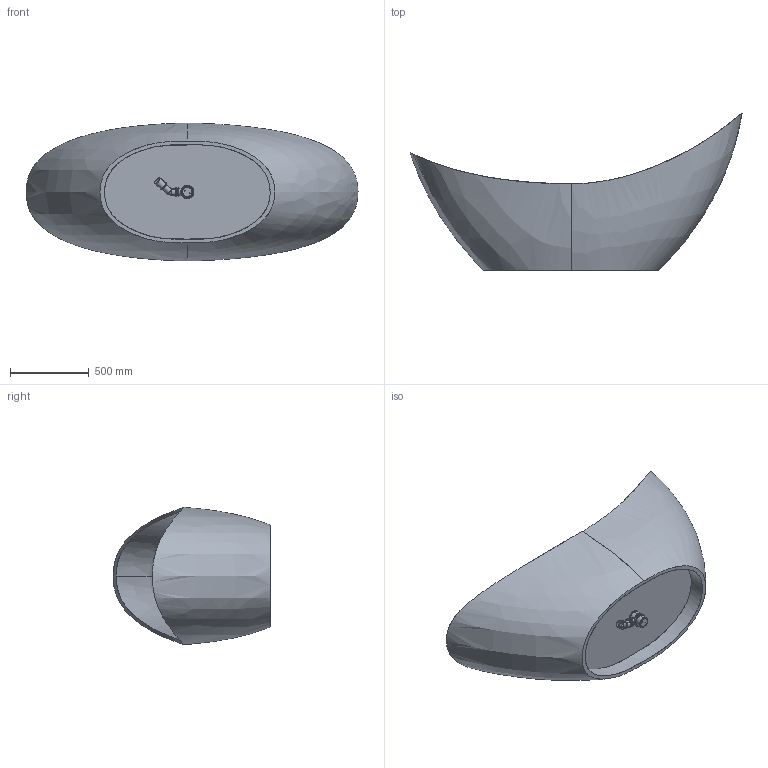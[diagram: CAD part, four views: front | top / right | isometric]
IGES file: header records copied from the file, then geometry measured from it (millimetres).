
Start section: SolidWorks IGES file using analytic representation for surfaces
Global section: file name: Z852.IGS; native system: SolidWorks 2017; preprocessor: SolidWorks 2017; author: r.frank; date: 180423.124957; units: millimetre
Bounding box: 2109.81 x 1003 x 873.51 mm (x, y, z)
Surface area: 7069563.5 mm2 (no closed solid volume)
Topology: 0 solids, 0 shells, 636 faces, 10907 edges, 10904 vertices
Faces by surface type: revolution 368, bspline 268
